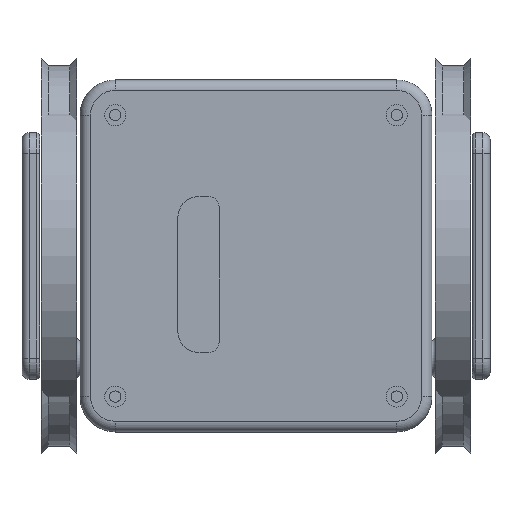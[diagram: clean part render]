
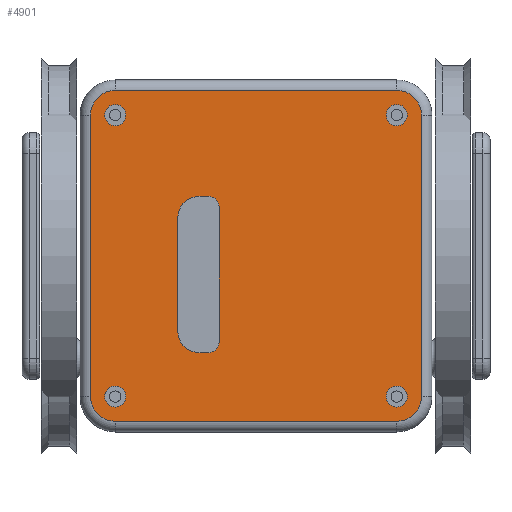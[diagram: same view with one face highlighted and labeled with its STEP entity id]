
A CAD part, top view. The second image highlights one B-rep face of the part: STEP entity #4901.
In plain terms, the highlighted planar face has unit normal (0, 0, 1).
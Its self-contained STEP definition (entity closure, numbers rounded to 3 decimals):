
#125=FACE_BOUND('',#890,.T.);
#126=FACE_BOUND('',#891,.T.);
#127=FACE_BOUND('',#892,.T.);
#128=FACE_BOUND('',#893,.T.);
#129=FACE_BOUND('',#894,.T.);
#248=PLANE('',#5456);
#537=FACE_OUTER_BOUND('',#889,.T.);
#889=EDGE_LOOP('',(#4162,#4163,#4164,#4165,#4166,#4167,#4168,#4169));
#890=EDGE_LOOP('',(#4170,#4171,#4172,#4173,#4174,#4175,#4176,#4177));
#891=EDGE_LOOP('',(#4178));
#892=EDGE_LOOP('',(#4179));
#893=EDGE_LOOP('',(#4180));
#894=EDGE_LOOP('',(#4181));
#1272=LINE('',#8226,#1632);
#1275=LINE('',#8234,#1635);
#1289=LINE('',#8308,#1649);
#1292=LINE('',#8316,#1652);
#1295=LINE('',#8324,#1655);
#1298=LINE('',#8332,#1658);
#1300=LINE('',#8338,#1660);
#1303=LINE('',#8346,#1663);
#1632=VECTOR('',#6668,10.);
#1635=VECTOR('',#6677,10.);
#1649=VECTOR('',#6759,10.);
#1652=VECTOR('',#6768,10.);
#1655=VECTOR('',#6777,10.);
#1658=VECTOR('',#6786,10.);
#1660=VECTOR('',#6794,10.);
#1663=VECTOR('',#6803,10.);
#1913=CIRCLE('',#5400,7.);
#1914=CIRCLE('',#5403,7.);
#1931=CIRCLE('',#5431,3.);
#1932=CIRCLE('',#5433,3.);
#1933=CIRCLE('',#5435,3.);
#1934=CIRCLE('',#5437,3.);
#1935=CIRCLE('',#5440,3.);
#1936=CIRCLE('',#5443,6.);
#1937=CIRCLE('',#5446,6.);
#1938=CIRCLE('',#5449,3.);
#1939=CIRCLE('',#5452,7.);
#1940=CIRCLE('',#5455,7.);
#2322=VERTEX_POINT('',#8218);
#2323=VERTEX_POINT('',#8220);
#2324=VERTEX_POINT('',#8224);
#2325=VERTEX_POINT('',#8228);
#2326=VERTEX_POINT('',#8232);
#2347=VERTEX_POINT('',#8289);
#2348=VERTEX_POINT('',#8293);
#2349=VERTEX_POINT('',#8297);
#2350=VERTEX_POINT('',#8301);
#2351=VERTEX_POINT('',#8305);
#2352=VERTEX_POINT('',#8307);
#2353=VERTEX_POINT('',#8311);
#2354=VERTEX_POINT('',#8315);
#2355=VERTEX_POINT('',#8319);
#2356=VERTEX_POINT('',#8323);
#2357=VERTEX_POINT('',#8327);
#2358=VERTEX_POINT('',#8331);
#2359=VERTEX_POINT('',#8337);
#2360=VERTEX_POINT('',#8341);
#2361=VERTEX_POINT('',#8345);
#2919=EDGE_CURVE('',#2323,#2322,#1913,.T.);
#2922=EDGE_CURVE('',#2322,#2324,#1272,.T.);
#2924=EDGE_CURVE('',#2324,#2325,#1914,.T.);
#2926=EDGE_CURVE('',#2325,#2326,#1275,.T.);
#2951=EDGE_CURVE('',#2347,#2347,#1931,.T.);
#2953=EDGE_CURVE('',#2348,#2348,#1932,.T.);
#2955=EDGE_CURVE('',#2349,#2349,#1933,.T.);
#2957=EDGE_CURVE('',#2350,#2350,#1934,.T.);
#2960=EDGE_CURVE('',#2352,#2351,#1289,.T.);
#2962=EDGE_CURVE('',#2353,#2352,#1935,.T.);
#2964=EDGE_CURVE('',#2354,#2353,#1292,.T.);
#2966=EDGE_CURVE('',#2355,#2354,#1936,.T.);
#2968=EDGE_CURVE('',#2356,#2355,#1295,.T.);
#2970=EDGE_CURVE('',#2357,#2356,#1937,.T.);
#2972=EDGE_CURVE('',#2358,#2357,#1298,.T.);
#2974=EDGE_CURVE('',#2351,#2358,#1938,.T.);
#2975=EDGE_CURVE('',#2359,#2323,#1300,.T.);
#2977=EDGE_CURVE('',#2360,#2359,#1939,.T.);
#2979=EDGE_CURVE('',#2361,#2360,#1303,.T.);
#2981=EDGE_CURVE('',#2326,#2361,#1940,.T.);
#4162=ORIENTED_EDGE('',*,*,#2919,.T.);
#4163=ORIENTED_EDGE('',*,*,#2922,.T.);
#4164=ORIENTED_EDGE('',*,*,#2924,.T.);
#4165=ORIENTED_EDGE('',*,*,#2926,.T.);
#4166=ORIENTED_EDGE('',*,*,#2981,.T.);
#4167=ORIENTED_EDGE('',*,*,#2979,.T.);
#4168=ORIENTED_EDGE('',*,*,#2977,.T.);
#4169=ORIENTED_EDGE('',*,*,#2975,.T.);
#4170=ORIENTED_EDGE('',*,*,#2974,.T.);
#4171=ORIENTED_EDGE('',*,*,#2972,.T.);
#4172=ORIENTED_EDGE('',*,*,#2970,.T.);
#4173=ORIENTED_EDGE('',*,*,#2968,.T.);
#4174=ORIENTED_EDGE('',*,*,#2966,.T.);
#4175=ORIENTED_EDGE('',*,*,#2964,.T.);
#4176=ORIENTED_EDGE('',*,*,#2962,.T.);
#4177=ORIENTED_EDGE('',*,*,#2960,.T.);
#4178=ORIENTED_EDGE('',*,*,#2957,.T.);
#4179=ORIENTED_EDGE('',*,*,#2955,.T.);
#4180=ORIENTED_EDGE('',*,*,#2953,.T.);
#4181=ORIENTED_EDGE('',*,*,#2951,.T.);
#4901=ADVANCED_FACE('',(#537,#125,#126,#127,#128,#129),#248,.T.);
#5400=AXIS2_PLACEMENT_3D('',#8221,#6662,#6663);
#5403=AXIS2_PLACEMENT_3D('',#8230,#6672,#6673);
#5431=AXIS2_PLACEMENT_3D('',#8290,#6738,#6739);
#5433=AXIS2_PLACEMENT_3D('',#8294,#6743,#6744);
#5435=AXIS2_PLACEMENT_3D('',#8298,#6748,#6749);
#5437=AXIS2_PLACEMENT_3D('',#8302,#6753,#6754);
#5440=AXIS2_PLACEMENT_3D('',#8312,#6763,#6764);
#5443=AXIS2_PLACEMENT_3D('',#8320,#6772,#6773);
#5446=AXIS2_PLACEMENT_3D('',#8328,#6781,#6782);
#5449=AXIS2_PLACEMENT_3D('',#8335,#6790,#6791);
#5452=AXIS2_PLACEMENT_3D('',#8342,#6798,#6799);
#5455=AXIS2_PLACEMENT_3D('',#8349,#6807,#6808);
#5456=AXIS2_PLACEMENT_3D('',#8350,#6809,#6810);
#6662=DIRECTION('center_axis',(0.,0.,1.));
#6663=DIRECTION('ref_axis',(0.,-1.,0.));
#6668=DIRECTION('',(0.,1.,0.));
#6672=DIRECTION('center_axis',(0.,0.,1.));
#6673=DIRECTION('ref_axis',(1.,0.,0.));
#6677=DIRECTION('',(-1.,0.,0.));
#6738=DIRECTION('center_axis',(0.,0.,-1.));
#6739=DIRECTION('ref_axis',(-1.,0.,0.));
#6743=DIRECTION('center_axis',(0.,0.,-1.));
#6744=DIRECTION('ref_axis',(-1.,0.,0.));
#6748=DIRECTION('center_axis',(0.,0.,-1.));
#6749=DIRECTION('ref_axis',(-1.,0.,0.));
#6753=DIRECTION('center_axis',(0.,0.,-1.));
#6754=DIRECTION('ref_axis',(-1.,0.,0.));
#6759=DIRECTION('',(0.,-1.,0.));
#6763=DIRECTION('center_axis',(0.,0.,-1.));
#6764=DIRECTION('ref_axis',(1.,0.,0.));
#6768=DIRECTION('',(1.,0.,0.));
#6772=DIRECTION('center_axis',(0.,0.,-1.));
#6773=DIRECTION('ref_axis',(0.,1.,0.));
#6777=DIRECTION('',(0.,1.,0.));
#6781=DIRECTION('center_axis',(0.,0.,-1.));
#6782=DIRECTION('ref_axis',(-1.,0.,0.));
#6786=DIRECTION('',(-1.,0.,0.));
#6790=DIRECTION('center_axis',(0.,0.,-1.));
#6791=DIRECTION('ref_axis',(0.,-1.,0.));
#6794=DIRECTION('',(1.,0.,0.));
#6798=DIRECTION('center_axis',(0.,0.,1.));
#6799=DIRECTION('ref_axis',(-1.,0.,0.));
#6803=DIRECTION('',(0.,-1.,0.));
#6807=DIRECTION('center_axis',(0.,0.,1.));
#6808=DIRECTION('ref_axis',(0.,1.,0.));
#6809=DIRECTION('center_axis',(0.,0.,1.));
#6810=DIRECTION('ref_axis',(-1.,0.,0.));
#8218=CARTESIAN_POINT('',(47.,-40.,40.));
#8220=CARTESIAN_POINT('',(40.,-47.,40.));
#8221=CARTESIAN_POINT('Origin',(40.,-40.,40.));
#8224=CARTESIAN_POINT('',(47.,40.,40.));
#8226=CARTESIAN_POINT('',(47.,40.,40.));
#8228=CARTESIAN_POINT('',(40.,47.,40.));
#8230=CARTESIAN_POINT('Origin',(40.,40.,40.));
#8232=CARTESIAN_POINT('',(-40.,47.,40.));
#8234=CARTESIAN_POINT('',(-40.,47.,40.));
#8289=CARTESIAN_POINT('',(-37.,-40.,40.));
#8290=CARTESIAN_POINT('Origin',(-40.,-40.,40.));
#8293=CARTESIAN_POINT('',(-37.,40.,40.));
#8294=CARTESIAN_POINT('Origin',(-40.,40.,40.));
#8297=CARTESIAN_POINT('',(43.,40.,40.));
#8298=CARTESIAN_POINT('Origin',(40.,40.,40.));
#8301=CARTESIAN_POINT('',(43.,-40.,40.));
#8302=CARTESIAN_POINT('Origin',(40.,-40.,40.));
#8305=CARTESIAN_POINT('',(-10.5,-24.5,40.));
#8307=CARTESIAN_POINT('',(-10.5,13.9,40.));
#8308=CARTESIAN_POINT('',(-10.5,13.9,40.));
#8311=CARTESIAN_POINT('',(-13.5,16.9,40.));
#8312=CARTESIAN_POINT('Origin',(-13.5,13.9,40.));
#8315=CARTESIAN_POINT('',(-16.2,16.9,40.));
#8316=CARTESIAN_POINT('',(-16.2,16.9,40.));
#8319=CARTESIAN_POINT('',(-22.2,10.9,40.));
#8320=CARTESIAN_POINT('Origin',(-16.2,10.9,40.));
#8323=CARTESIAN_POINT('',(-22.2,-21.5,40.));
#8324=CARTESIAN_POINT('',(-22.2,-21.5,40.));
#8327=CARTESIAN_POINT('',(-16.2,-27.5,40.));
#8328=CARTESIAN_POINT('Origin',(-16.2,-21.5,40.));
#8331=CARTESIAN_POINT('',(-13.5,-27.5,40.));
#8332=CARTESIAN_POINT('',(-13.5,-27.5,40.));
#8335=CARTESIAN_POINT('Origin',(-13.5,-24.5,40.));
#8337=CARTESIAN_POINT('',(-40.,-47.,40.));
#8338=CARTESIAN_POINT('',(40.,-47.,40.));
#8341=CARTESIAN_POINT('',(-47.,-40.,40.));
#8342=CARTESIAN_POINT('Origin',(-40.,-40.,40.));
#8345=CARTESIAN_POINT('',(-47.,40.,40.));
#8346=CARTESIAN_POINT('',(-47.,-40.,40.));
#8349=CARTESIAN_POINT('Origin',(-40.,40.,40.));
#8350=CARTESIAN_POINT('Origin',(0.,0.,
40.));
